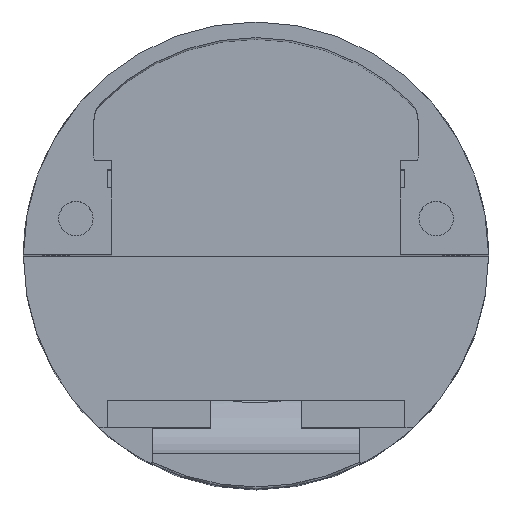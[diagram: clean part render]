
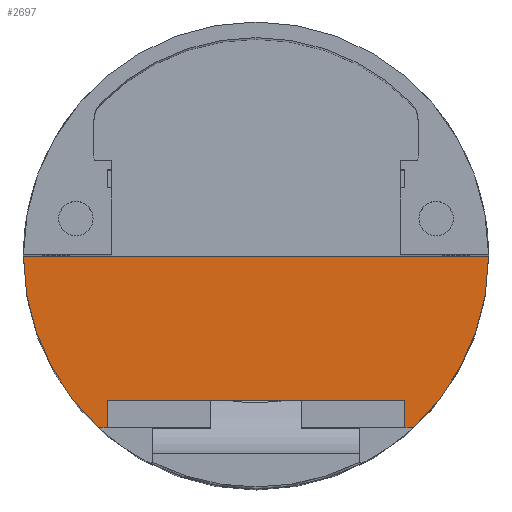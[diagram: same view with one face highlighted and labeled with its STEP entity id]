
A CAD part, top view. The second image highlights one B-rep face of the part: STEP entity #2697.
In plain terms, the highlighted planar face has unit normal (0, 0, 1).
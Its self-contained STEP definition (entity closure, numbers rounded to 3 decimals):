
#132=PLANE('',#2947);
#160=CIRCLE('',#2765,25.825);
#164=CIRCLE('',#2769,25.825);
#371=FACE_OUTER_BOUND('',#550,.T.);
#550=EDGE_LOOP('',(#2393,#2394,#2395,#2396,#2397,#2398,#2399,#2400));
#744=LINE('',#4462,#989);
#791=LINE('',#4607,#1036);
#848=LINE('',#4856,#1093);
#849=LINE('',#4857,#1094);
#850=LINE('',#4858,#1095);
#851=LINE('',#4859,#1096);
#989=VECTOR('',#3277,10.);
#1036=VECTOR('',#3438,10.);
#1093=VECTOR('',#3595,10.);
#1094=VECTOR('',#3596,10.);
#1095=VECTOR('',#3597,10.);
#1096=VECTOR('',#3598,10.);
#1140=VERTEX_POINT('',#3811);
#1141=VERTEX_POINT('',#3813);
#1148=VERTEX_POINT('',#3827);
#1149=VERTEX_POINT('',#3829);
#1281=VERTEX_POINT('',#4459);
#1282=VERTEX_POINT('',#4461);
#1323=VERTEX_POINT('',#4606);
#1353=VERTEX_POINT('',#4855);
#1402=EDGE_CURVE('',#1140,#1141,#160,.T.);
#1410=EDGE_CURVE('',#1148,#1149,#164,.T.);
#1574=EDGE_CURVE('',#1281,#1282,#744,.T.);
#1643=EDGE_CURVE('',#1282,#1323,#791,.T.);
#1716=EDGE_CURVE('',#1353,#1281,#848,.T.);
#1717=EDGE_CURVE('',#1141,#1353,#849,.T.);
#1718=EDGE_CURVE('',#1140,#1149,#850,.T.);
#1719=EDGE_CURVE('',#1323,#1148,#851,.T.);
#2393=ORIENTED_EDGE('',*,*,#1643,.F.);
#2394=ORIENTED_EDGE('',*,*,#1574,.F.);
#2395=ORIENTED_EDGE('',*,*,#1716,.F.);
#2396=ORIENTED_EDGE('',*,*,#1717,.F.);
#2397=ORIENTED_EDGE('',*,*,#1402,.F.);
#2398=ORIENTED_EDGE('',*,*,#1718,.T.);
#2399=ORIENTED_EDGE('',*,*,#1410,.F.);
#2400=ORIENTED_EDGE('',*,*,#1719,.F.);
#2697=ADVANCED_FACE('',(#371),#132,.F.);
#2765=AXIS2_PLACEMENT_3D('',#3814,#3025,#3026);
#2769=AXIS2_PLACEMENT_3D('',#3830,#3037,#3038);
#2947=AXIS2_PLACEMENT_3D('',#4854,#3593,#3594);
#3025=DIRECTION('center_axis',(0.,0.,-1.));
#3026=DIRECTION('ref_axis',(-1.,0.,0.));
#3037=DIRECTION('center_axis',(0.,0.,-1.));
#3038=DIRECTION('ref_axis',(-1.,0.,0.));
#3277=DIRECTION('',(-1.,0.,0.));
#3438=DIRECTION('',(0.,-1.,0.));
#3593=DIRECTION('center_axis',(0.,0.,-1.));
#3594=DIRECTION('ref_axis',(0.,1.,0.));
#3595=DIRECTION('',(0.,1.,0.));
#3596=DIRECTION('',(-1.,0.,0.));
#3597=DIRECTION('',(-1.,0.,0.));
#3598=DIRECTION('',(-1.,0.,0.));
#3811=CARTESIAN_POINT('',(25.825,0.,93.8));
#3813=CARTESIAN_POINT('',(17.491,-19.,93.8));
#3814=CARTESIAN_POINT('Origin',(0.,0.,93.8));
#3827=CARTESIAN_POINT('',(-17.491,-19.,93.8));
#3829=CARTESIAN_POINT('',(-25.825,0.,93.8));
#3830=CARTESIAN_POINT('Origin',(0.,0.,93.8));
#4459=CARTESIAN_POINT('',(16.533,-16.,93.8));
#4461=CARTESIAN_POINT('',(-16.5,-16.,93.8));
#4462=CARTESIAN_POINT('',(1.266,-16.,93.8));
#4606=CARTESIAN_POINT('',(-16.5,-19.,93.8));
#4607=CARTESIAN_POINT('',(-16.5,-17.5,93.8));
#4854=CARTESIAN_POINT('Origin',(-14.,-19.,93.8));
#4855=CARTESIAN_POINT('',(16.533,-19.,93.8));
#4856=CARTESIAN_POINT('',(16.533,-19.,93.8));
#4857=CARTESIAN_POINT('',(-3.75,-19.,93.8));
#4858=CARTESIAN_POINT('',(-14.,0.,93.8));
#4859=CARTESIAN_POINT('',(-15.745,-19.,93.8));
